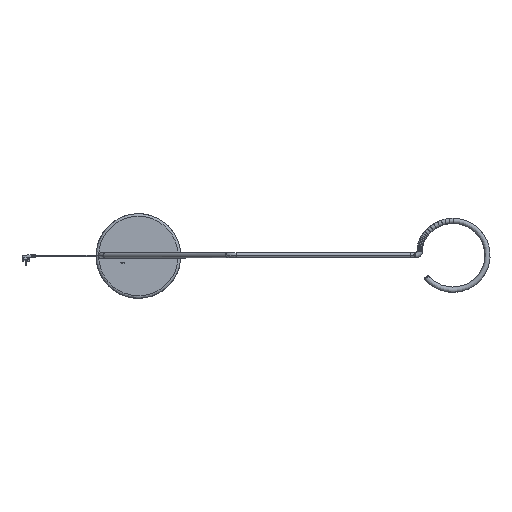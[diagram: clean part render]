
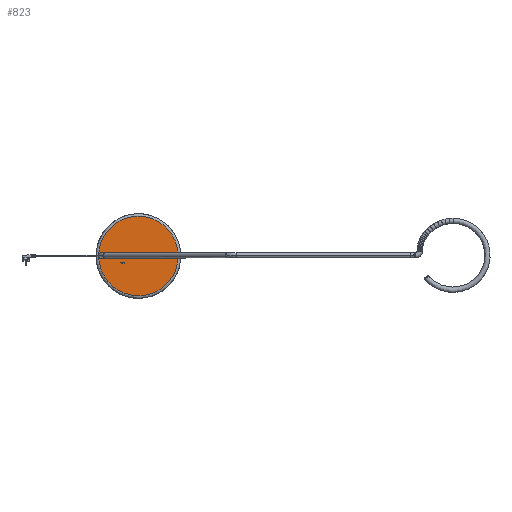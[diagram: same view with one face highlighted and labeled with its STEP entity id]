
A CAD part, top view. The second image highlights one B-rep face of the part: STEP entity #823.
In plain terms, the highlighted planar face has unit normal (0, 0, 1).
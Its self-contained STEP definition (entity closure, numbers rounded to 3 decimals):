
#56=FACE_BOUND('',#1978,.T.);
#823=ADVANCED_FACE('',(#1378,#56),#8291,.T.);
#1378=FACE_OUTER_BOUND('',#1977,.T.);
#1977=EDGE_LOOP('',(#4566,#4567));
#1978=EDGE_LOOP('',(#4568,#4569));
#4566=ORIENTED_EDGE('',*,*,#5947,.F.);
#4567=ORIENTED_EDGE('',*,*,#5928,.F.);
#4568=ORIENTED_EDGE('',*,*,#5934,.T.);
#4569=ORIENTED_EDGE('',*,*,#5950,.T.);
#5928=EDGE_CURVE('',#8111,#8119,#7270,.T.);
#5934=EDGE_CURVE('',#8113,#8121,#7274,.T.);
#5947=EDGE_CURVE('',#8119,#8111,#7283,.T.);
#5950=EDGE_CURVE('',#8121,#8113,#7285,.T.);
#7270=(
BOUNDED_CURVE()
B_SPLINE_CURVE(2,(#30588,#30589,#30590,#30591,#30592),.UNSPECIFIED.,.F.,
 .F.)
B_SPLINE_CURVE_WITH_KNOTS((3,2,3),(0.,294.524,589.049),
 .UNSPECIFIED.)
CURVE()
GEOMETRIC_REPRESENTATION_ITEM()
RATIONAL_B_SPLINE_CURVE((1.,0.707,1.,0.707,1.))
REPRESENTATION_ITEM('')
);
#7274=(
BOUNDED_CURVE()
B_SPLINE_CURVE(2,(#30634,#30635,#30636,#30637,#30638),.UNSPECIFIED.,.F.,
 .F.)
B_SPLINE_CURVE_WITH_KNOTS((3,2,3),(-69.743,-52.308,
-34.872),.UNSPECIFIED.)
CURVE()
GEOMETRIC_REPRESENTATION_ITEM()
RATIONAL_B_SPLINE_CURVE((1.,0.707,1.,0.707,1.))
REPRESENTATION_ITEM('')
);
#7283=(
BOUNDED_CURVE()
B_SPLINE_CURVE(2,(#30703,#30704,#30705,#30706,#30707),.UNSPECIFIED.,.F.,
 .F.)
B_SPLINE_CURVE_WITH_KNOTS((3,2,3),(589.049,883.573,1178.097),
 .UNSPECIFIED.)
CURVE()
GEOMETRIC_REPRESENTATION_ITEM()
RATIONAL_B_SPLINE_CURVE((1.,0.707,1.,0.707,1.))
REPRESENTATION_ITEM('')
);
#7285=(
BOUNDED_CURVE()
B_SPLINE_CURVE(2,(#30715,#30716,#30717,#30718,#30719),.UNSPECIFIED.,.F.,
 .F.)
B_SPLINE_CURVE_WITH_KNOTS((3,2,3),(-34.872,-17.436,
0.),.UNSPECIFIED.)
CURVE()
GEOMETRIC_REPRESENTATION_ITEM()
RATIONAL_B_SPLINE_CURVE((1.,0.707,1.,0.707,1.))
REPRESENTATION_ITEM('')
);
#8111=VERTEX_POINT('',#30509);
#8113=VERTEX_POINT('',#30511);
#8119=VERTEX_POINT('',#30517);
#8121=VERTEX_POINT('',#30519);
#8291=PLANE('',#8950);
#8950=AXIS2_PLACEMENT_3D('',#30288,#9211,$);
#9211=DIRECTION('',(0.,0.,1.));
#30288=CARTESIAN_POINT('',(252.817,242.118,-1974.604));
#30509=CARTESIAN_POINT('',(-160.293,16.509,-1974.604));
#30511=CARTESIAN_POINT('',(-136.193,16.509,-1974.604));
#30517=CARTESIAN_POINT('',(214.707,16.509,-1974.604));
#30519=CARTESIAN_POINT('',(-158.393,16.509,-1974.604));
#30588=CARTESIAN_POINT('',(-160.293,16.509,-1974.604));
#30589=CARTESIAN_POINT('',(-160.293,204.009,-1974.604));
#30590=CARTESIAN_POINT('',(27.207,204.009,-1974.604));
#30591=CARTESIAN_POINT('',(214.707,204.009,-1974.604));
#30592=CARTESIAN_POINT('',(214.707,16.509,-1974.604));
#30634=CARTESIAN_POINT('',(-136.193,16.509,-1974.604));
#30635=CARTESIAN_POINT('',(-136.193,5.409,-1974.604));
#30636=CARTESIAN_POINT('',(-147.293,5.409,-1974.604));
#30637=CARTESIAN_POINT('',(-158.393,5.409,-1974.604));
#30638=CARTESIAN_POINT('',(-158.393,16.509,-1974.604));
#30703=CARTESIAN_POINT('',(214.707,16.509,-1974.604));
#30704=CARTESIAN_POINT('',(214.707,-170.991,-1974.604));
#30705=CARTESIAN_POINT('',(27.207,-170.991,-1974.604));
#30706=CARTESIAN_POINT('',(-160.293,-170.991,-1974.604));
#30707=CARTESIAN_POINT('',(-160.293,16.509,-1974.604));
#30715=CARTESIAN_POINT('',(-158.393,16.509,-1974.604));
#30716=CARTESIAN_POINT('',(-158.393,27.609,-1974.604));
#30717=CARTESIAN_POINT('',(-147.293,27.609,-1974.604));
#30718=CARTESIAN_POINT('',(-136.193,27.609,-1974.604));
#30719=CARTESIAN_POINT('',(-136.193,16.509,-1974.604));
